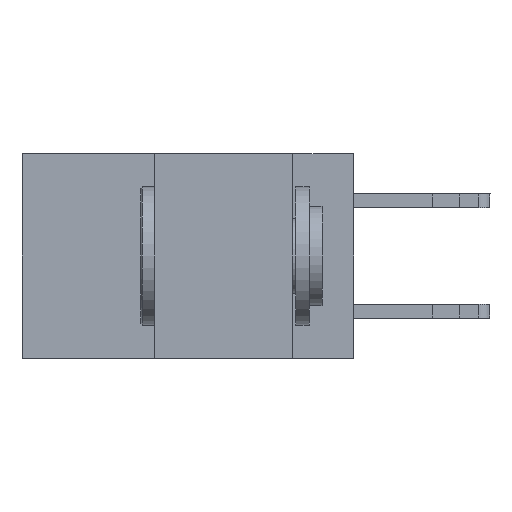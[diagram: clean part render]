
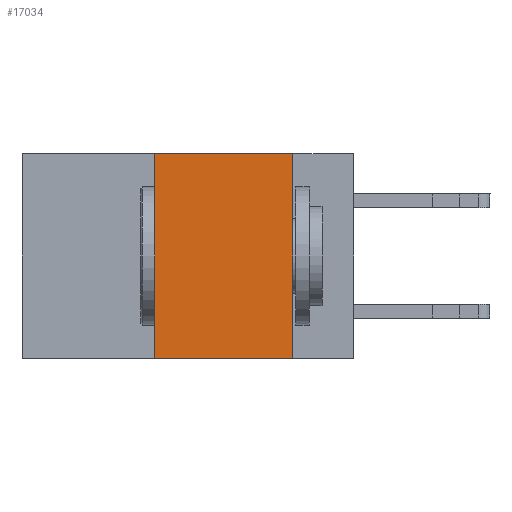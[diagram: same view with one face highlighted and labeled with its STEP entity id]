
A CAD part, left-side view. The second image highlights one B-rep face of the part: STEP entity #17034.
In plain terms, the highlighted planar face has unit normal (-1, 0, 0).
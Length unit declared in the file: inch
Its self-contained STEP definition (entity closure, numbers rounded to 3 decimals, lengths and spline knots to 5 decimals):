
#16 = VECTOR ( 'NONE', #14751, 39.37008 ) ;
#428 = DIRECTION ( 'NONE',  ( 0., -1., 0. ) ) ;
#1314 = CARTESIAN_POINT ( 'NONE',  ( 0., 0.36, -0.37 ) ) ;
#1417 = LINE ( 'NONE', #15694, #2287 ) ;
#1728 = LINE ( 'NONE', #6176, #14354 ) ;
#1997 = CARTESIAN_POINT ( 'NONE',  ( 0., 0.6, -0.37 ) ) ;
#2287 = VECTOR ( 'NONE', #10323, 39.37008 ) ;
#2882 = ORIENTED_EDGE ( 'NONE', *, *, #16914, .F. ) ;
#3484 = VERTEX_POINT ( 'NONE', #7288 ) ;
#4791 = DIRECTION ( 'NONE',  ( 0., -1., 0. ) ) ;
#5449 = ORIENTED_EDGE ( 'NONE', *, *, #13193, .T. ) ;
#6176 = CARTESIAN_POINT ( 'NONE',  ( 0., 0.6, 0. ) ) ;
#6199 = EDGE_LOOP ( 'NONE', ( #13858, #7900, #2882, #5449 ) ) ;
#7288 = CARTESIAN_POINT ( 'NONE',  ( 0., 0.11, 0. ) ) ;
#7900 = ORIENTED_EDGE ( 'NONE', *, *, #14621, .F. ) ;
#9054 = PLANE ( 'NONE',  #14360 ) ;
#9290 = VECTOR ( 'NONE', #4791, 39.37008 ) ;
#9468 = EDGE_CURVE ( 'NONE', #3484, #12237, #12688, .T. ) ;
#9935 = VERTEX_POINT ( 'NONE', #1314 ) ;
#10011 = VERTEX_POINT ( 'NONE', #12467 ) ;
#10323 = DIRECTION ( 'NONE',  ( 0., 0., 1. ) ) ;
#11513 = CARTESIAN_POINT ( 'NONE',  ( 0., 0.11, -0.37 ) ) ;
#11823 = CARTESIAN_POINT ( 'NONE',  ( 0., 0.11, 0. ) ) ;
#12237 = VERTEX_POINT ( 'NONE', #11513 ) ;
#12467 = CARTESIAN_POINT ( 'NONE',  ( 0., 0.36, 0. ) ) ;
#12688 = LINE ( 'NONE', #11823, #16 ) ;
#12982 = LINE ( 'NONE', #1997, #9290 ) ;
#13193 = EDGE_CURVE ( 'NONE', #9935, #12237, #12982, .T. ) ;
#13858 = ORIENTED_EDGE ( 'NONE', *, *, #9468, .F. ) ;
#14354 = VECTOR ( 'NONE', #428, 39.37008 ) ;
#14360 = AXIS2_PLACEMENT_3D ( 'NONE', #17439, #16110, #17390 ) ;
#14621 = EDGE_CURVE ( 'NONE', #10011, #3484, #1728, .T. ) ;
#14751 = DIRECTION ( 'NONE',  ( 0., 0., -1. ) ) ;
#15694 = CARTESIAN_POINT ( 'NONE',  ( 0., 0.36, 0. ) ) ;
#16110 = DIRECTION ( 'NONE',  ( 1., 0., 0. ) ) ;
#16914 = EDGE_CURVE ( 'NONE', #9935, #10011, #1417, .T. ) ;
#17034 = ADVANCED_FACE ( 'NONE', ( #17770 ), #9054, .F. ) ;
#17390 = DIRECTION ( 'NONE',  ( 0., 0., -1. ) ) ;
#17439 = CARTESIAN_POINT ( 'NONE',  ( 0., 0.6, 0. ) ) ;
#17770 = FACE_OUTER_BOUND ( 'NONE', #6199, .T. ) ;
